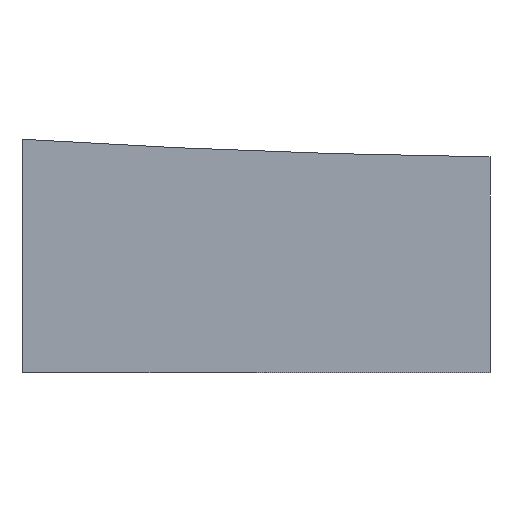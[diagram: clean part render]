
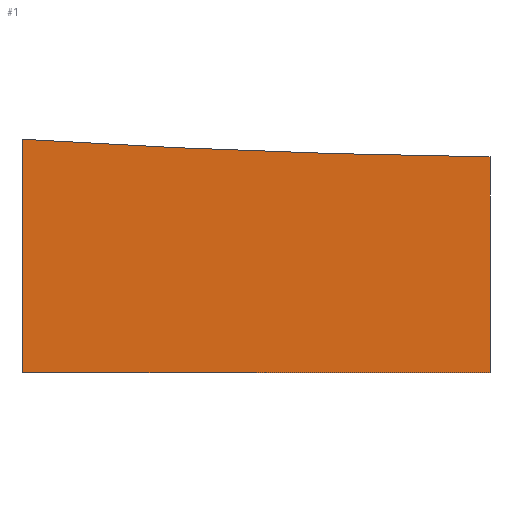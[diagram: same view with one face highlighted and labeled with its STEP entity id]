
A CAD part, front view. The second image highlights one B-rep face of the part: STEP entity #1.
In plain terms, the highlighted planar face has unit normal (0, -1, 0).
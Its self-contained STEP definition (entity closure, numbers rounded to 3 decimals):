
#1 = ADVANCED_FACE ( 'NONE', ( #100 ), #181, .F. ) ;
#2 = CARTESIAN_POINT ( 'NONE',  ( -10., -12.5, -0.022 ) ) ;
#4 = DIRECTION ( 'NONE',  ( 0., 0., -1. ) ) ;
#8 = LINE ( 'NONE', #67, #43 ) ;
#12 = CARTESIAN_POINT ( 'NONE',  ( -10., -12.5, -10. ) ) ;
#23 = DIRECTION ( 'NONE',  ( 1., 0., 0. ) ) ;
#24 = AXIS2_PLACEMENT_3D ( 'NONE', #224, #64, #233 ) ;
#34 = ORIENTED_EDGE ( 'NONE', *, *, #208, .T. ) ;
#43 = VECTOR ( 'NONE', #23, 1000. ) ;
#44 = ORIENTED_EDGE ( 'NONE', *, *, #51, .T. ) ;
#50 = CARTESIAN_POINT ( 'NONE',  ( 10., -12.5, 10. ) ) ;
#51 = EDGE_CURVE ( 'NONE', #158, #167, #244, .T. ) ;
#52 = DIRECTION ( 'NONE',  ( 0., 1., 0. ) ) ;
#56 = DIRECTION ( 'NONE',  ( 0., 0., -1. ) ) ;
#64 = DIRECTION ( 'NONE',  ( 0., 1., 0. ) ) ;
#67 = CARTESIAN_POINT ( 'NONE',  ( 10., -12.5, -10. ) ) ;
#75 = ORIENTED_EDGE ( 'NONE', *, *, #106, .T. ) ;
#98 = LINE ( 'NONE', #50, #126 ) ;
#100 = FACE_OUTER_BOUND ( 'NONE', #136, .T. ) ;
#106 = EDGE_CURVE ( 'NONE', #175, #158, #149, .T. ) ;
#117 = CARTESIAN_POINT ( 'NONE',  ( 10., -12.5, -0.773 ) ) ;
#126 = VECTOR ( 'NONE', #4, 1000. ) ;
#136 = EDGE_LOOP ( 'NONE', ( #264, #75, #44, #34 ) ) ;
#149 = CIRCLE ( 'NONE', #24, 399.805 ) ;
#158 = VERTEX_POINT ( 'NONE', #2 ) ;
#159 = CARTESIAN_POINT ( 'NONE',  ( -10., -12.5, 10. ) ) ;
#165 = CARTESIAN_POINT ( 'NONE',  ( 10., -12.5, 10. ) ) ;
#167 = VERTEX_POINT ( 'NONE', #12 ) ;
#175 = VERTEX_POINT ( 'NONE', #117 ) ;
#181 = PLANE ( 'NONE',  #234 ) ;
#189 = VECTOR ( 'NONE', #56, 1000. ) ;
#208 = EDGE_CURVE ( 'NONE', #167, #267, #8, .T. ) ;
#224 = CARTESIAN_POINT ( 'NONE',  ( 15., -12.5, 399. ) ) ;
#233 = DIRECTION ( 'NONE',  ( -1., 0., 0. ) ) ;
#234 = AXIS2_PLACEMENT_3D ( 'NONE', #165, #52, #263 ) ;
#236 = EDGE_CURVE ( 'NONE', #175, #267, #98, .T. ) ;
#243 = CARTESIAN_POINT ( 'NONE',  ( 10., -12.5, -10. ) ) ;
#244 = LINE ( 'NONE', #159, #189 ) ;
#263 = DIRECTION ( 'NONE',  ( -1., 0., 0. ) ) ;
#264 = ORIENTED_EDGE ( 'NONE', *, *, #236, .F. ) ;
#267 = VERTEX_POINT ( 'NONE', #243 ) ;
